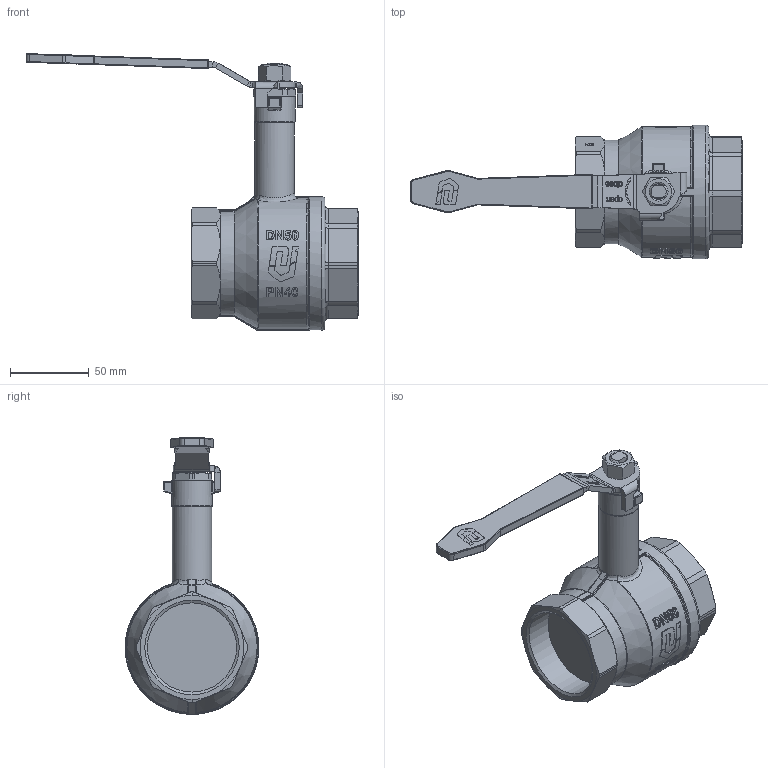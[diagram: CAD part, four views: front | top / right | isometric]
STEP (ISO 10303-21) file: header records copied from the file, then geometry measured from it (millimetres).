
FILE_DESCRIPTION(('HOOPS Exchange Step'),'2;1');
FILE_NAME('GK11_DN50.stp','2025-12-04T13:41:04+01:00',('nieru'),('Unknown organisation'),'HOOPS Exchange 2024.2','HOOPS Exchange','Unknown authorisation');
FILE_SCHEMA( ('AP203_CONFIGURATION_CONTROLLED_3D_DESIGN_OF_MECHANICAL_PARTS_AND_ASSEMBLIES_MIM_LF') );
Length unit declared in the file: millimetre
Products named in the file (2): 0; root
Assembly tree (1 placements, depth 2):
  root
    0
Bounding box: 210.9 x 85 x 175.8 mm (x, y, z)
Volume: 438362.9 mm3; surface area: 57970.3 mm2
Topology: 1 solids, 1 shells, 1053 faces, 2781 edges, 1746 vertices
Faces by surface type: bspline 361, plane 308, cylinder 236, torus 63, cone 62, sphere 23
Full cylindrical faces by diameter (mm): 12 x1, 25 x1, 26 x1, 56.656 x2, 85 x1
Entity records: 43799 total; most frequent: CARTESIAN_POINT 21341, ORIENTED_EDGE 5494, DIRECTION 3215, EDGE_CURVE 2747, VERTEX_POINT 1746, B_SPLINE_CURVE_WITH_KNOTS 1250, AXIS2_PLACEMENT_3D 1198, EDGE_LOOP 1111
